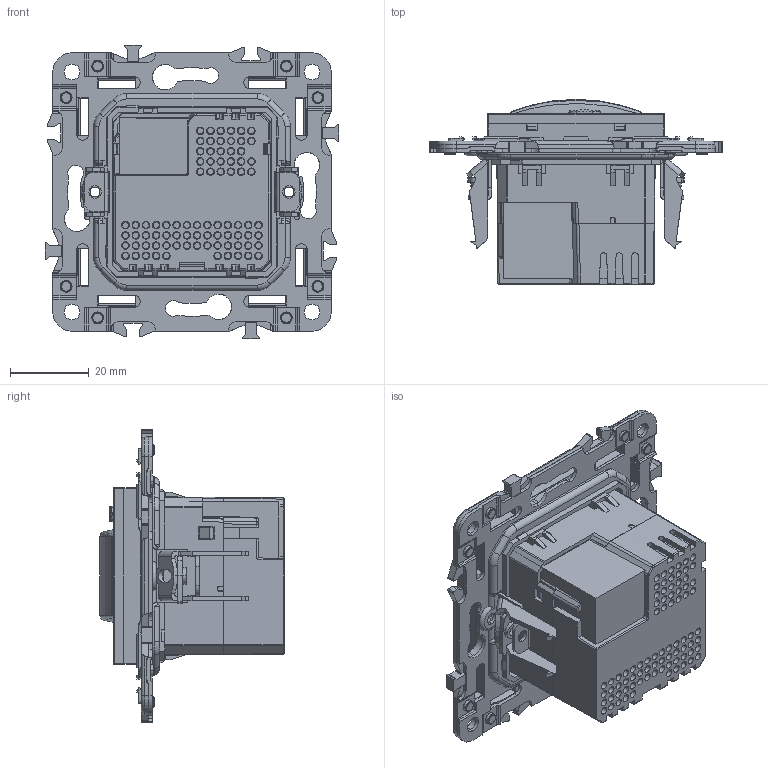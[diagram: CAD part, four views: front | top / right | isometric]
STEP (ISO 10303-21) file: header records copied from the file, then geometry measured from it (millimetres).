
FILE_DESCRIPTION (( 'STEP AP203' ), '1' );
FILE_NAME ('SKANDY Äàò÷èê äâèæåíèÿ.STEP', '2025-02-16T19:10:37', ( '' ), ( '' ), 'SwSTEP 2.0', 'SolidWorks 2022', '' );
FILE_SCHEMA (( 'CONFIG_CONTROL_DESIGN' ));
Products named in the file (1): SKANDY Датчик движения
Bounding box: 74.7 x 47 x 74.7 mm (x, y, z)
Volume: 83592.8 mm3; surface area: 53275.2 mm2
Topology: 14 solids, 14 shells, 2804 faces, 7844 edges, 5092 vertices
Faces by surface type: plane 1658, cylinder 821, cone 199, torus 84, bspline 35, sphere 7
Entity records: 93998 total; most frequent: CARTESIAN_POINT 21670, ORIENTED_EDGE 15666, DIRECTION 14345, EDGE_CURVE 7833, VECTOR 5357, LINE 5357, VERTEX_POINT 5092, AXIS2_PLACEMENT_3D 4494
